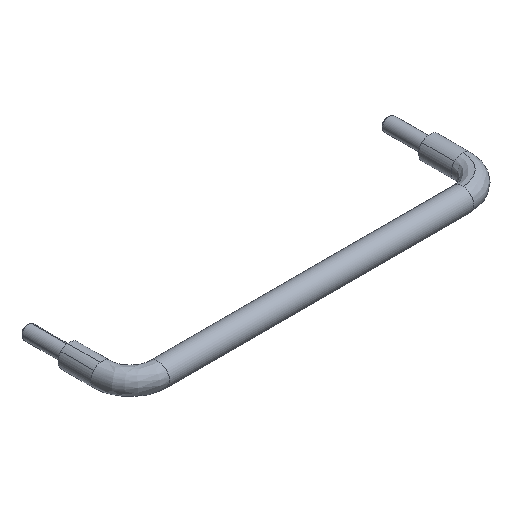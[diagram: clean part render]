
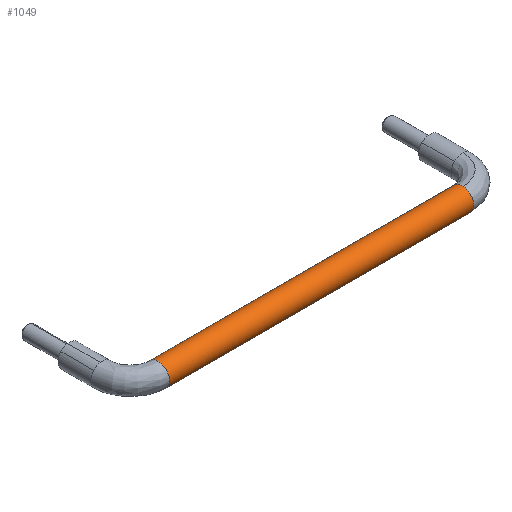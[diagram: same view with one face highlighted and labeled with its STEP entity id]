
A CAD part, isometric view. The second image highlights one B-rep face of the part: STEP entity #1049.
In plain terms, the highlighted free-form (B-spline) face has degree [2, 1] with [9, 2] control points.
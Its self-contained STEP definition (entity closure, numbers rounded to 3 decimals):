
#928=CARTESIAN_POINT('',(9.125,-23.134,3.172));
#929=CARTESIAN_POINT('',(9.125,-23.158,3.2));
#930=CARTESIAN_POINT('',(9.125,-23.275,3.338));
#931=CARTESIAN_POINT('',(9.125,-23.373,3.442));
#932=CARTESIAN_POINT('',(9.125,-26.815,7.069));
#933=CARTESIAN_POINT('',(9.125,-30.442,3.627));
#934=CARTESIAN_POINT('',(9.125,-34.069,0.185));
#935=CARTESIAN_POINT('',(9.125,-30.602,-3.468));
#936=CARTESIAN_POINT('',(9.125,-30.578,-3.494));
#937=CARTESIAN_POINT('',(150.959,-23.134,3.172));
#938=CARTESIAN_POINT('',(150.959,-23.158,3.2));
#939=CARTESIAN_POINT('',(150.959,-23.275,3.338));
#940=CARTESIAN_POINT('',(150.959,-23.373,3.442));
#941=CARTESIAN_POINT('',(150.959,-26.815,7.069));
#942=CARTESIAN_POINT('',(150.959,-30.442,3.627));
#943=CARTESIAN_POINT('',(150.959,-34.069,0.185));
#944=CARTESIAN_POINT('',(150.959,-30.602,-3.468));
#945=CARTESIAN_POINT('',(150.959,-30.578,-3.494));
#953=(BOUNDED_SURFACE()B_SPLINE_SURFACE(2,1,((#928,#937),(#929,#938),(#930,#939),(#931,#940),(#932,#941),(#933,#942),(#934,#943),(#935,#944),(#936,#945)),.UNSPECIFIED.,.F.,.F.,.U.)B_SPLINE_SURFACE_WITH_KNOTS((3,1,2,2,1,3),(2,2),(0.0,0.085,0.416,8.7,16.984,17.069),(0.0,141.834),.UNSPECIFIED.)GEOMETRIC_REPRESENTATION_ITEM()RATIONAL_B_SPLINE_SURFACE(((0.972,0.972),(0.975,0.975),(0.988,0.988),(1.0,1.0),(0.707,0.707),(1.0,1.0),(0.707,0.707),(1.003,1.003),(1.006,1.006)))REPRESENTATION_ITEM('')SURFACE());
#954=CARTESIAN_POINT('',(147.5,-23.182,3.229));
#955=VERTEX_POINT('',#954);
#956=CARTESIAN_POINT('',(147.5,-27.349,4.988));
#957=VERTEX_POINT('',#956);
#958=CARTESIAN_POINT('',(147.5,-23.182,3.229));
#959=CARTESIAN_POINT('',(147.5,-24.68,5.0));
#960=CARTESIAN_POINT('',(147.5,-27.0,5.0));
#961=CARTESIAN_POINT('',(147.5,-27.175,5.0));
#962=CARTESIAN_POINT('',(147.5,-27.349,4.988));
#970=(BOUNDED_CURVE()B_SPLINE_CURVE(2,(#958,#959,#960,#961,#962),.UNSPECIFIED.,.F.,.U.)B_SPLINE_CURVE_WITH_KNOTS((3,2,3),(0.612,0.75,0.762),.UNSPECIFIED.)CURVE()GEOMETRIC_REPRESENTATION_ITEM()RATIONAL_B_SPLINE_CURVE((0.855,0.839,1.0,0.986,0.973))REPRESENTATION_ITEM(''));
#971=EDGE_CURVE('',#955,#957,#970,.T.);
#972=ORIENTED_EDGE('',*,*,#971,.F.);
#973=CARTESIAN_POINT('',(12.5,-23.182,3.229));
#974=VERTEX_POINT('',#973);
#975=CARTESIAN_POINT('',(12.5,-23.182,3.229));
#976=CARTESIAN_POINT('',(147.5,-23.182,3.229));
#977=QUASI_UNIFORM_CURVE('',1,(#975,#976),.UNSPECIFIED.,.F.,.U.);
#978=EDGE_CURVE('',#974,#955,#977,.T.);
#979=ORIENTED_EDGE('',*,*,#978,.F.);
#980=CARTESIAN_POINT('',(12.5,-32.0,0.0));
#981=VERTEX_POINT('',#980);
#982=CARTESIAN_POINT('',(12.5,-23.182,3.229));
#983=CARTESIAN_POINT('',(12.5,-24.68,5.));
#984=CARTESIAN_POINT('',(12.5,-27.0,5.0));
#985=CARTESIAN_POINT('',(12.5,-32.,5.));
#986=CARTESIAN_POINT('',(12.5,-32.0,0.0));
#994=(BOUNDED_CURVE()B_SPLINE_CURVE(2,(#982,#983,#984,#985,#986),.UNSPECIFIED.,.F.,.U.)B_SPLINE_CURVE_WITH_KNOTS((3,2,3),(0.612,0.75,1.0),.UNSPECIFIED.)CURVE()GEOMETRIC_REPRESENTATION_ITEM()RATIONAL_B_SPLINE_CURVE((0.855,0.839,1.0,0.707,1.0))REPRESENTATION_ITEM(''));
#995=EDGE_CURVE('',#974,#981,#994,.T.);
#996=ORIENTED_EDGE('',*,*,#995,.T.);
#997=CARTESIAN_POINT('',(12.5,-30.627,-3.442));
#998=VERTEX_POINT('',#997);
#999=CARTESIAN_POINT('',(12.5,-32.0,0.0));
#1000=CARTESIAN_POINT('',(12.5,-32.,-1.995));
#1001=CARTESIAN_POINT('',(12.5,-30.627,-3.442));
#1009=(BOUNDED_CURVE()B_SPLINE_CURVE(2,(#999,#1000,#1001),.UNSPECIFIED.,.F.,.U.)B_SPLINE_CURVE_WITH_KNOTS((3,3),(0.0,0.121),.UNSPECIFIED.)CURVE()GEOMETRIC_REPRESENTATION_ITEM()RATIONAL_B_SPLINE_CURVE((1.0,0.858,0.854))REPRESENTATION_ITEM(''));
#1010=EDGE_CURVE('',#981,#998,#1009,.T.);
#1011=ORIENTED_EDGE('',*,*,#1010,.T.);
#1012=CARTESIAN_POINT('',(147.5,-30.627,-3.442));
#1013=VERTEX_POINT('',#1012);
#1014=CARTESIAN_POINT('',(12.5,-30.627,-3.442));
#1015=CARTESIAN_POINT('',(147.5,-30.627,-3.442));
#1016=QUASI_UNIFORM_CURVE('',1,(#1014,#1015),.UNSPECIFIED.,.F.,.U.);
#1017=EDGE_CURVE('',#998,#1013,#1016,.T.);
#1018=ORIENTED_EDGE('',*,*,#1017,.T.);
#1019=CARTESIAN_POINT('',(147.5,-32.0,0.0));
#1020=VERTEX_POINT('',#1019);
#1021=CARTESIAN_POINT('',(147.5,-32.0,0.0));
#1022=CARTESIAN_POINT('',(147.5,-32.0,-1.995));
#1023=CARTESIAN_POINT('',(147.5,-30.627,-3.442));
#1031=(BOUNDED_CURVE()B_SPLINE_CURVE(2,(#1021,#1022,#1023),.UNSPECIFIED.,.F.,.U.)B_SPLINE_CURVE_WITH_KNOTS((3,3),(0.0,0.121),.UNSPECIFIED.)CURVE()GEOMETRIC_REPRESENTATION_ITEM()RATIONAL_B_SPLINE_CURVE((1.0,0.858,0.854))REPRESENTATION_ITEM(''));
#1032=EDGE_CURVE('',#1020,#1013,#1031,.T.);
#1033=ORIENTED_EDGE('',*,*,#1032,.F.);
#1034=CARTESIAN_POINT('',(147.5,-27.349,4.988));
#1035=CARTESIAN_POINT('',(147.5,-32.,4.663));
#1036=CARTESIAN_POINT('',(147.5,-32.0,0.0));
#1044=(BOUNDED_CURVE()B_SPLINE_CURVE(2,(#1034,#1035,#1036),.UNSPECIFIED.,.F.,.U.)B_SPLINE_CURVE_WITH_KNOTS((3,3),(0.762,1.0),.UNSPECIFIED.)CURVE()GEOMETRIC_REPRESENTATION_ITEM()RATIONAL_B_SPLINE_CURVE((0.973,0.721,1.0))REPRESENTATION_ITEM(''));
#1045=EDGE_CURVE('',#957,#1020,#1044,.T.);
#1046=ORIENTED_EDGE('',*,*,#1045,.F.);
#1047=EDGE_LOOP('',(#972,#979,#996,#1011,#1018,#1033,#1046));
#1048=FACE_OUTER_BOUND('',#1047,.T.);
#1049=ADVANCED_FACE('',(#1048),#953,.T.);
